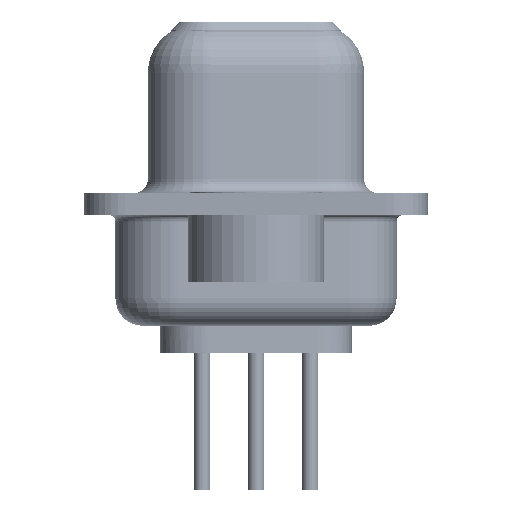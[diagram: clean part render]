
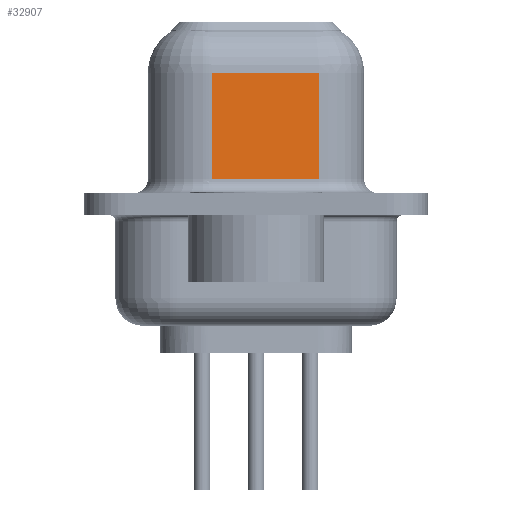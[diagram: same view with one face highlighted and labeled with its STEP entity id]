
A CAD part, left-side view. The second image highlights one B-rep face of the part: STEP entity #32907.
In plain terms, the highlighted planar face has unit normal (-0.985, -0.174, 0).
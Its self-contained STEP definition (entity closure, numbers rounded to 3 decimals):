
#994 = CARTESIAN_POINT ( 'NONE',  ( 5.053, -2.297, 4.8 ) ) ;
#2065 = DIRECTION ( 'NONE',  ( 0., 0., -1. ) ) ;
#3651 = ORIENTED_EDGE ( 'NONE', *, *, #27003, .F. ) ;
#4056 = DIRECTION ( 'NONE',  ( 0.174, -0.985, 0. ) ) ;
#4583 = FACE_OUTER_BOUND ( 'NONE', #11584, .T. ) ;
#6832 = LINE ( 'NONE', #14515, #13251 ) ;
#9157 = CARTESIAN_POINT ( 'NONE',  ( 5.053, -2.297, 0.9 ) ) ;
#11584 = EDGE_LOOP ( 'NONE', ( #3651, #17646, #18884, #16410 ) ) ;
#12292 = AXIS2_PLACEMENT_3D ( 'NONE', #22159, #32036, #17282 ) ;
#12910 = LINE ( 'NONE', #24965, #14681 ) ;
#13251 = VECTOR ( 'NONE', #24717, 1000. ) ;
#14118 = PLANE ( 'NONE',  #12292 ) ;
#14276 = VERTEX_POINT ( 'NONE', #18866 ) ;
#14515 = CARTESIAN_POINT ( 'NONE',  ( 5.053, -2.297, 4.8 ) ) ;
#14681 = VECTOR ( 'NONE', #2065, 1000. ) ;
#16410 = ORIENTED_EDGE ( 'NONE', *, *, #22954, .T. ) ;
#16746 = LINE ( 'NONE', #26942, #30116 ) ;
#17282 = DIRECTION ( 'NONE',  ( -0.174, 0.985, 0. ) ) ;
#17646 = ORIENTED_EDGE ( 'NONE', *, *, #20680, .T. ) ;
#18866 = CARTESIAN_POINT ( 'NONE',  ( 4.365, 1.603, 0.9 ) ) ;
#18884 = ORIENTED_EDGE ( 'NONE', *, *, #23772, .T. ) ;
#20597 = VERTEX_POINT ( 'NONE', #9157 ) ;
#20680 = EDGE_CURVE ( 'NONE', #23662, #33008, #6832, .T. ) ;
#21729 = LINE ( 'NONE', #29407, #28000 ) ;
#22159 = CARTESIAN_POINT ( 'NONE',  ( 5.053, -2.297, 6.55 ) ) ;
#22954 = EDGE_CURVE ( 'NONE', #14276, #20597, #16746, .T. ) ;
#23628 = CARTESIAN_POINT ( 'NONE',  ( 4.365, 1.603, 4.8 ) ) ;
#23662 = VERTEX_POINT ( 'NONE', #994 ) ;
#23772 = EDGE_CURVE ( 'NONE', #33008, #14276, #21729, .T. ) ;
#24717 = DIRECTION ( 'NONE',  ( -0.174, 0.985, 0. ) ) ;
#24965 = CARTESIAN_POINT ( 'NONE',  ( 5.053, -2.297, 6.55 ) ) ;
#26942 = CARTESIAN_POINT ( 'NONE',  ( 5.053, -2.297, 0.9 ) ) ;
#27003 = EDGE_CURVE ( 'NONE', #23662, #20597, #12910, .T. ) ;
#28000 = VECTOR ( 'NONE', #31935, 1000. ) ;
#29407 = CARTESIAN_POINT ( 'NONE',  ( 4.365, 1.603, 6.55 ) ) ;
#30116 = VECTOR ( 'NONE', #4056, 1000. ) ;
#31935 = DIRECTION ( 'NONE',  ( 0., 0., -1. ) ) ;
#32036 = DIRECTION ( 'NONE',  ( 0.985, 0.174, 0. ) ) ;
#32907 = ADVANCED_FACE ( 'NONE', ( #4583 ), #14118, .F. ) ;
#33008 = VERTEX_POINT ( 'NONE', #23628 ) ;
